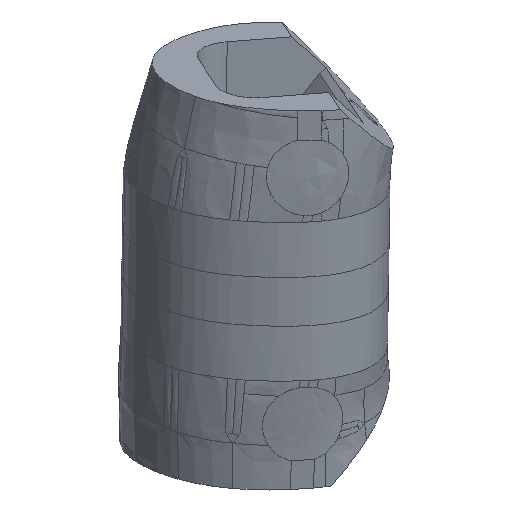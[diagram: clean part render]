
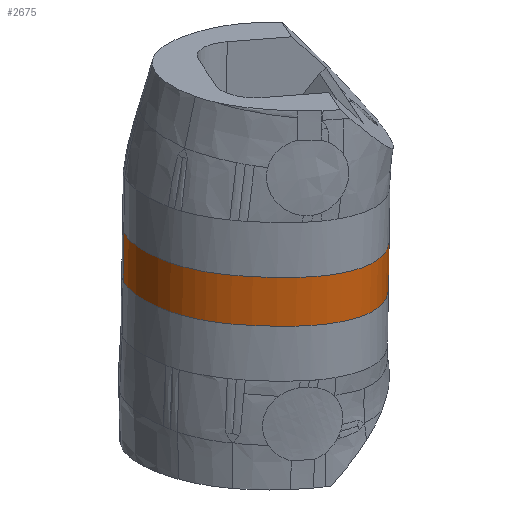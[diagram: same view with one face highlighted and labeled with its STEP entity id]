
A CAD part, left-side view. The second image highlights one B-rep face of the part: STEP entity #2675.
In plain terms, the highlighted free-form (B-spline) face has degree [3, 1] with [20, 2] control points.
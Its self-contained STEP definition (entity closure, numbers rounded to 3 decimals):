
#134=FACE_OUTER_BOUND('',#291,.T.);
#291=EDGE_LOOP('',(#1916,#1917,#1918,#1919));
#484=LINE('',#4073,#578);
#485=LINE('',#4095,#579);
#578=VECTOR('',#3052,10.);
#579=VECTOR('',#3053,10.);
#640=B_SPLINE_CURVE_WITH_KNOTS('',3,(#4052,#4053,#4054,#4055,#4056,#4057,
#4058,#4059,#4060,#4061,#4062,#4063,#4064,#4065,#4066,#4067,#4068,#4069,
#4070,#4071),.UNSPECIFIED.,.F.,.F.,(4,2,2,2,2,2,2,2,2,4),(-2.465,
-2.103,-1.902,-1.731,-1.592,
-1.438,-1.165,-0.707,-0.292,
0.),.UNSPECIFIED.);
#641=B_SPLINE_CURVE_WITH_KNOTS('',3,(#4075,#4076,#4077,#4078,#4079,#4080,
#4081,#4082,#4083,#4084,#4085,#4086,#4087,#4088,#4089,#4090,#4091,#4092,
#4093,#4094),.UNSPECIFIED.,.F.,.F.,(4,2,2,2,2,2,2,2,2,4),(-2.465,
-2.103,-1.902,-1.731,-1.592,
-1.438,-1.165,-0.707,-0.292,
0.),.UNSPECIFIED.);
#1012=VERTEX_POINT('',#4050);
#1013=VERTEX_POINT('',#4051);
#1014=VERTEX_POINT('',#4072);
#1015=VERTEX_POINT('',#4074);
#1346=EDGE_CURVE('',#1012,#1013,#640,.T.);
#1347=EDGE_CURVE('',#1014,#1012,#484,.T.);
#1348=EDGE_CURVE('',#1014,#1015,#641,.T.);
#1349=EDGE_CURVE('',#1015,#1013,#485,.T.);
#1916=ORIENTED_EDGE('',*,*,#1346,.F.);
#1917=ORIENTED_EDGE('',*,*,#1347,.F.);
#1918=ORIENTED_EDGE('',*,*,#1348,.T.);
#1919=ORIENTED_EDGE('',*,*,#1349,.T.);
#2523=B_SPLINE_SURFACE_WITH_KNOTS('',3,1,((#4010,#4011),(#4012,#4013),(#4014,
#4015),(#4016,#4017),(#4018,#4019),(#4020,#4021),(#4022,#4023),(#4024,#4025),
(#4026,#4027),(#4028,#4029),(#4030,#4031),(#4032,#4033),(#4034,#4035),(#4036,
#4037),(#4038,#4039),(#4040,#4041),(#4042,#4043),(#4044,#4045),(#4046,#4047),
(#4048,#4049)),.UNSPECIFIED.,.F.,.F.,.F.,(4,2,2,2,2,2,2,2,2,4),(2,2),(-2.465,
-2.103,-1.902,-1.731,-1.592,
-1.438,-1.165,-0.707,-0.292,
0.),(0.,0.407),.UNSPECIFIED.);
#2675=ADVANCED_FACE('',(#134),#2523,.T.);
#3052=DIRECTION('',(0.365,0.014,-0.931));
#3053=DIRECTION('',(0.365,0.014,-0.931));
#4010=CARTESIAN_POINT('Ctrl Pts',(-45.125,-4.464,180.304));
#4011=CARTESIAN_POINT('Ctrl Pts',(-43.637,-4.406,176.516));
#4012=CARTESIAN_POINT('Ctrl Pts',(-46.223,-4.585,179.87));
#4013=CARTESIAN_POINT('Ctrl Pts',(-44.735,-4.527,176.082));
#4014=CARTESIAN_POINT('Ctrl Pts',(-47.505,-4.596,179.367));
#4015=CARTESIAN_POINT('Ctrl Pts',(-46.017,-4.538,175.579));
#4016=CARTESIAN_POINT('Ctrl Pts',(-49.203,-4.268,178.705));
#4017=CARTESIAN_POINT('Ctrl Pts',(-47.715,-4.21,174.917));
#4018=CARTESIAN_POINT('Ctrl Pts',(-49.958,-4.046,178.412));
#4019=CARTESIAN_POINT('Ctrl Pts',(-48.47,-3.988,174.624));
#4020=CARTESIAN_POINT('Ctrl Pts',(-51.392,-3.155,177.862));
#4021=CARTESIAN_POINT('Ctrl Pts',(-49.904,-3.098,174.074));
#4022=CARTESIAN_POINT('Ctrl Pts',(-51.952,-2.622,177.65));
#4023=CARTESIAN_POINT('Ctrl Pts',(-50.464,-2.565,173.862));
#4024=CARTESIAN_POINT('Ctrl Pts',(-52.789,-1.445,177.34));
#4025=CARTESIAN_POINT('Ctrl Pts',(-51.301,-1.388,173.552));
#4026=CARTESIAN_POINT('Ctrl Pts',(-53.256,-0.661,
177.168));
#4027=CARTESIAN_POINT('Ctrl Pts',(-51.769,-0.604,173.38));
#4028=CARTESIAN_POINT('Ctrl Pts',(-53.869,1.8,176.965));
#4029=CARTESIAN_POINT('Ctrl Pts',(-52.381,1.858,173.177));
#4030=CARTESIAN_POINT('Ctrl Pts',(-53.893,3.249,176.977));
#4031=CARTESIAN_POINT('Ctrl Pts',(-52.406,3.306,173.189));
#4032=CARTESIAN_POINT('Ctrl Pts',(-53.76,6.25,177.075));
#4033=CARTESIAN_POINT('Ctrl Pts',(-52.273,6.308,173.287));
#4034=CARTESIAN_POINT('Ctrl Pts',(-53.381,7.457,177.242));
#4035=CARTESIAN_POINT('Ctrl Pts',(-51.893,7.515,173.454));
#4036=CARTESIAN_POINT('Ctrl Pts',(-52.92,8.771,177.443));
#4037=CARTESIAN_POINT('Ctrl Pts',(-51.433,8.828,173.655));
#4038=CARTESIAN_POINT('Ctrl Pts',(-52.444,9.794,177.646));
#4039=CARTESIAN_POINT('Ctrl Pts',(-50.956,9.851,173.858));
#4040=CARTESIAN_POINT('Ctrl Pts',(-50.931,11.625,178.268));
#4041=CARTESIAN_POINT('Ctrl Pts',(-49.443,11.682,174.48));
#4042=CARTESIAN_POINT('Ctrl Pts',(-49.843,12.576,178.709));
#4043=CARTESIAN_POINT('Ctrl Pts',(-48.356,12.633,174.921));
#4044=CARTESIAN_POINT('Ctrl Pts',(-47.915,13.701,179.483));
#4045=CARTESIAN_POINT('Ctrl Pts',(-46.428,13.758,175.695));
#4046=CARTESIAN_POINT('Ctrl Pts',(-47.054,14.046,179.827));
#4047=CARTESIAN_POINT('Ctrl Pts',(-45.566,14.104,176.039));
#4048=CARTESIAN_POINT('Ctrl Pts',(-46.161,14.207,180.18));
#4049=CARTESIAN_POINT('Ctrl Pts',(-44.674,14.264,176.392));
#4050=CARTESIAN_POINT('',(-43.772,-4.412,176.86));
#4051=CARTESIAN_POINT('',(-44.809,14.259,176.736));
#4052=CARTESIAN_POINT('Ctrl Pts',(-43.772,-4.412,176.86));
#4053=CARTESIAN_POINT('Ctrl Pts',(-44.871,-4.533,176.427));
#4054=CARTESIAN_POINT('Ctrl Pts',(-46.153,-4.544,175.923));
#4055=CARTESIAN_POINT('Ctrl Pts',(-47.85,-4.215,175.261));
#4056=CARTESIAN_POINT('Ctrl Pts',(-48.605,-3.993,174.968));
#4057=CARTESIAN_POINT('Ctrl Pts',(-50.039,-3.103,174.419));
#4058=CARTESIAN_POINT('Ctrl Pts',(-50.6,-2.57,174.207));
#4059=CARTESIAN_POINT('Ctrl Pts',(-51.436,-1.393,173.896));
#4060=CARTESIAN_POINT('Ctrl Pts',(-51.904,-0.609,
173.724));
#4061=CARTESIAN_POINT('Ctrl Pts',(-52.516,1.852,173.521));
#4062=CARTESIAN_POINT('Ctrl Pts',(-52.541,3.301,173.533));
#4063=CARTESIAN_POINT('Ctrl Pts',(-52.408,6.302,173.631));
#4064=CARTESIAN_POINT('Ctrl Pts',(-52.028,7.509,173.799));
#4065=CARTESIAN_POINT('Ctrl Pts',(-51.568,8.823,173.999));
#4066=CARTESIAN_POINT('Ctrl Pts',(-51.092,9.846,174.202));
#4067=CARTESIAN_POINT('Ctrl Pts',(-49.578,11.677,174.824));
#4068=CARTESIAN_POINT('Ctrl Pts',(-48.491,12.628,175.265));
#4069=CARTESIAN_POINT('Ctrl Pts',(-46.563,13.753,176.04));
#4070=CARTESIAN_POINT('Ctrl Pts',(-45.701,14.099,176.383));
#4071=CARTESIAN_POINT('Ctrl Pts',(-44.809,14.259,176.736));
#4072=CARTESIAN_POINT('',(-45.125,-4.464,180.304));
#4073=CARTESIAN_POINT('',(-45.125,-4.464,180.304));
#4074=CARTESIAN_POINT('',(-46.161,14.207,180.18));
#4075=CARTESIAN_POINT('Ctrl Pts',(-45.125,-4.464,180.304));
#4076=CARTESIAN_POINT('Ctrl Pts',(-46.223,-4.585,179.87));
#4077=CARTESIAN_POINT('Ctrl Pts',(-47.505,-4.596,179.367));
#4078=CARTESIAN_POINT('Ctrl Pts',(-49.203,-4.268,178.705));
#4079=CARTESIAN_POINT('Ctrl Pts',(-49.958,-4.046,178.412));
#4080=CARTESIAN_POINT('Ctrl Pts',(-51.392,-3.155,177.862));
#4081=CARTESIAN_POINT('Ctrl Pts',(-51.952,-2.622,177.65));
#4082=CARTESIAN_POINT('Ctrl Pts',(-52.789,-1.445,177.34));
#4083=CARTESIAN_POINT('Ctrl Pts',(-53.256,-0.661,
177.168));
#4084=CARTESIAN_POINT('Ctrl Pts',(-53.869,1.8,176.965));
#4085=CARTESIAN_POINT('Ctrl Pts',(-53.893,3.249,176.977));
#4086=CARTESIAN_POINT('Ctrl Pts',(-53.76,6.25,177.075));
#4087=CARTESIAN_POINT('Ctrl Pts',(-53.381,7.457,177.242));
#4088=CARTESIAN_POINT('Ctrl Pts',(-52.92,8.771,177.443));
#4089=CARTESIAN_POINT('Ctrl Pts',(-52.444,9.794,177.646));
#4090=CARTESIAN_POINT('Ctrl Pts',(-50.931,11.625,178.268));
#4091=CARTESIAN_POINT('Ctrl Pts',(-49.843,12.576,178.709));
#4092=CARTESIAN_POINT('Ctrl Pts',(-47.915,13.701,179.483));
#4093=CARTESIAN_POINT('Ctrl Pts',(-47.054,14.046,179.827));
#4094=CARTESIAN_POINT('Ctrl Pts',(-46.161,14.207,180.18));
#4095=CARTESIAN_POINT('',(-46.161,14.207,180.18));
